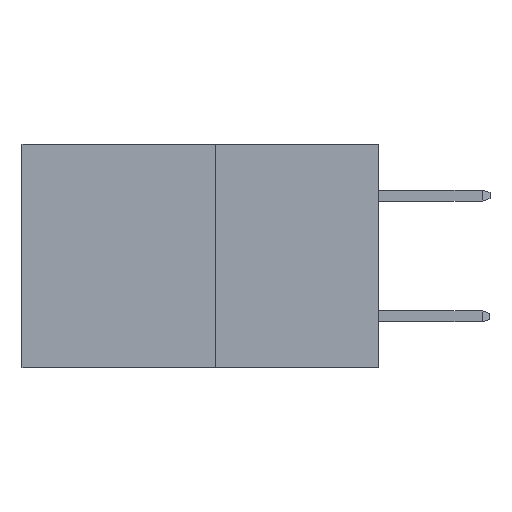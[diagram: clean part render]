
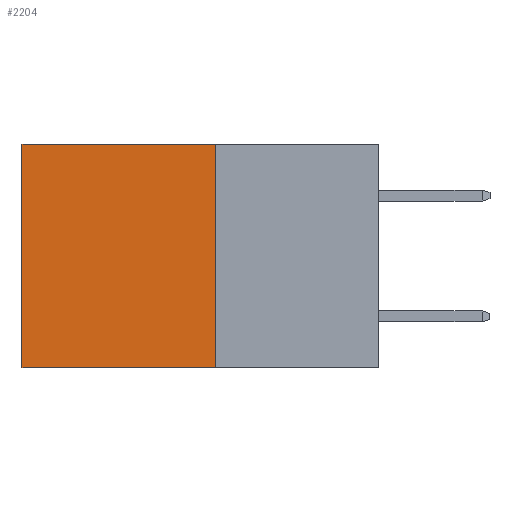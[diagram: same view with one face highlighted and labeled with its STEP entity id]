
A CAD part, left-side view. The second image highlights one B-rep face of the part: STEP entity #2204.
In plain terms, the highlighted planar face has unit normal (-1, 0, 0).
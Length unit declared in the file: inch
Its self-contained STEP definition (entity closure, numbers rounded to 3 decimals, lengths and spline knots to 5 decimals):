
#75 = VERTEX_POINT ( 'NONE', #1497 ) ;
#212 = DIRECTION ( 'NONE',  ( 0., 0., -1. ) ) ;
#455 = ORIENTED_EDGE ( 'NONE', *, *, #7623, .F. ) ;
#526 = ORIENTED_EDGE ( 'NONE', *, *, #3563, .F. ) ;
#677 = DIRECTION ( 'NONE',  ( 0., 0., -1. ) ) ;
#980 = VECTOR ( 'NONE', #5570, 39.37008 ) ;
#1497 = CARTESIAN_POINT ( 'NONE',  ( 0.277, 0.27, -0.37 ) ) ;
#1553 = VECTOR ( 'NONE', #677, 39.37008 ) ;
#2014 = ORIENTED_EDGE ( 'NONE', *, *, #2310, .T. ) ;
#2154 = AXIS2_PLACEMENT_3D ( 'NONE', #4739, #3807, #5830 ) ;
#2204 = ADVANCED_FACE ( 'NONE', ( #7087 ), #3864, .F. ) ;
#2229 = CARTESIAN_POINT ( 'NONE',  ( 0.277, 0.27, -0.37 ) ) ;
#2296 = VECTOR ( 'NONE', #6446, 39.37008 ) ;
#2310 = EDGE_CURVE ( 'NONE', #5289, #6187, #4401, .T. ) ;
#2768 = CARTESIAN_POINT ( 'NONE',  ( 0.277, 0.59, -0.37 ) ) ;
#3274 = CARTESIAN_POINT ( 'NONE',  ( 0.277, 0.27, 0. ) ) ;
#3284 = LINE ( 'NONE', #2229, #1553 ) ;
#3563 = EDGE_CURVE ( 'NONE', #5289, #75, #3284, .T. ) ;
#3807 = DIRECTION ( 'NONE',  ( 1., 0., 0. ) ) ;
#3809 = CARTESIAN_POINT ( 'NONE',  ( 0.277, 0.59, 0. ) ) ;
#3864 = PLANE ( 'NONE',  #2154 ) ;
#4042 = CARTESIAN_POINT ( 'NONE',  ( 0.277, 0.27, -0.37 ) ) ;
#4079 = CARTESIAN_POINT ( 'NONE',  ( 0.277, 0.59, -0.37 ) ) ;
#4401 = LINE ( 'NONE', #7228, #980 ) ;
#4635 = LINE ( 'NONE', #4042, #2296 ) ;
#4739 = CARTESIAN_POINT ( 'NONE',  ( 0.277, 0.27, -0.37 ) ) ;
#5289 = VERTEX_POINT ( 'NONE', #3274 ) ;
#5570 = DIRECTION ( 'NONE',  ( 0., 1., 0. ) ) ;
#5600 = EDGE_LOOP ( 'NONE', ( #6883, #455, #526, #2014 ) ) ;
#5645 = VERTEX_POINT ( 'NONE', #2768 ) ;
#5830 = DIRECTION ( 'NONE',  ( 0., 0., -1. ) ) ;
#6187 = VERTEX_POINT ( 'NONE', #3809 ) ;
#6446 = DIRECTION ( 'NONE',  ( 0., 1., 0. ) ) ;
#6784 = EDGE_CURVE ( 'NONE', #6187, #5645, #7728, .T. ) ;
#6883 = ORIENTED_EDGE ( 'NONE', *, *, #6784, .T. ) ;
#7087 = FACE_OUTER_BOUND ( 'NONE', #5600, .T. ) ;
#7228 = CARTESIAN_POINT ( 'NONE',  ( 0.277, 0.27, 0. ) ) ;
#7569 = VECTOR ( 'NONE', #212, 39.37008 ) ;
#7623 = EDGE_CURVE ( 'NONE', #75, #5645, #4635, .T. ) ;
#7728 = LINE ( 'NONE', #4079, #7569 ) ;
